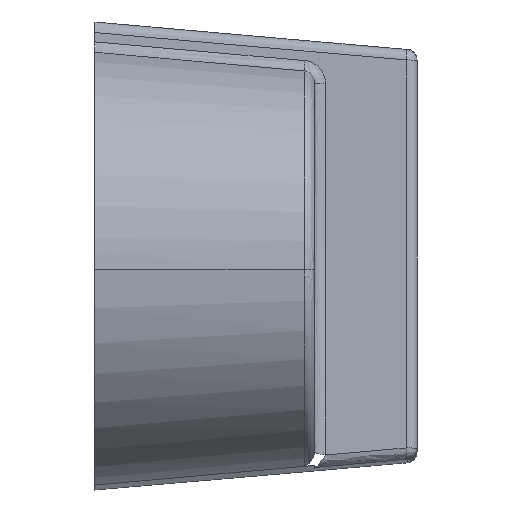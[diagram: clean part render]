
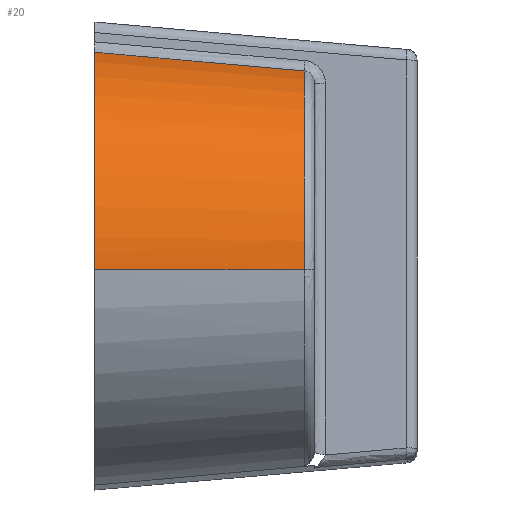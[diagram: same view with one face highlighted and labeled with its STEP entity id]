
A CAD part, left-side view. The second image highlights one B-rep face of the part: STEP entity #20.
In plain terms, the highlighted free-form (B-spline) face has degree [1, 2] with [2, 9] control points.
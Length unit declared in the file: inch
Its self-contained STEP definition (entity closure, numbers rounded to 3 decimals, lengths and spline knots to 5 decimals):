
#20=ADVANCED_FACE('',(#53),#457,.T.);
#53=FACE_OUTER_BOUND('',#86,.T.);
#86=EDGE_LOOP('',(#144,#145,#146,#147));
#144=ORIENTED_EDGE('',*,*,#319,.F.);
#145=ORIENTED_EDGE('',*,*,#263,.T.);
#146=ORIENTED_EDGE('',*,*,#268,.F.);
#147=ORIENTED_EDGE('',*,*,#322,.F.);
#263=EDGE_CURVE('',#415,#408,#363,.T.);
#268=EDGE_CURVE('',#425,#408,#364,.T.);
#319=EDGE_CURVE('',#415,#424,#396,.T.);
#322=EDGE_CURVE('',#424,#425,#399,.T.);
#363=(
BOUNDED_CURVE()
B_SPLINE_CURVE(2,(#1027,#1028,#1029),.UNSPECIFIED.,.F.,.F.)
B_SPLINE_CURVE_WITH_KNOTS((3,3),(4.45037,5.71424),
 .UNSPECIFIED.)
CURVE()
GEOMETRIC_REPRESENTATION_ITEM()
RATIONAL_B_SPLINE_CURVE((1.,0.764,1.))
REPRESENTATION_ITEM('')
);
#364=(
BOUNDED_CURVE()
B_SPLINE_CURVE(1,(#1078,#1079),.UNSPECIFIED.,.F.,.F.)
B_SPLINE_CURVE_WITH_KNOTS((2,2),(0.04582,0.99359),
 .UNSPECIFIED.)
CURVE()
GEOMETRIC_REPRESENTATION_ITEM()
RATIONAL_B_SPLINE_CURVE((1.,1.))
REPRESENTATION_ITEM('')
);
#396=(
BOUNDED_CURVE()
B_SPLINE_CURVE(3,(#1307,#1308,#1309,#1310),.UNSPECIFIED.,.F.,.F.)
B_SPLINE_CURVE_WITH_KNOTS((4,4),(0.00073,0.9487),
 .UNSPECIFIED.)
CURVE()
GEOMETRIC_REPRESENTATION_ITEM()
RATIONAL_B_SPLINE_CURVE((1.,1.,1.,1.))
REPRESENTATION_ITEM('')
);
#399=(
BOUNDED_CURVE()
B_SPLINE_CURVE(3,(#1325,#1326,#1327,#1328,#1329,#1330,#1331),
 .UNSPECIFIED.,.F.,.F.)
B_SPLINE_CURVE_WITH_KNOTS((4,3,4),(0.03637,0.4433,
1.23104),.UNSPECIFIED.)
CURVE()
GEOMETRIC_REPRESENTATION_ITEM()
RATIONAL_B_SPLINE_CURVE((1.,1.,1.,1.,1.,1.,1.))
REPRESENTATION_ITEM('')
);
#408=VERTEX_POINT('',#955);
#415=VERTEX_POINT('',#962);
#424=VERTEX_POINT('',#971);
#425=VERTEX_POINT('',#972);
#457=(
BOUNDED_SURFACE()
B_SPLINE_SURFACE(1,2,((#518,#519,#520,#521,#522,#523,#524,#525,#526),(#527,
#528,#529,#530,#531,#532,#533,#534,#535)),.UNSPECIFIED.,.F.,.F.,.F.)
B_SPLINE_SURFACE_WITH_KNOTS((2,2),(3,2,2,2,3),(0.,0.99359),(0.,
1.42856,2.85712,4.28568,5.71424),
 .UNSPECIFIED.)
GEOMETRIC_REPRESENTATION_ITEM()
RATIONAL_B_SPLINE_SURFACE(((1.,0.707,1.,0.707,1.,
0.707,1.,0.707,1.),(1.,0.707,1.,0.707,
1.,0.707,1.,0.707,1.)))
REPRESENTATION_ITEM('')
SURFACE()
);
#518=CARTESIAN_POINT('',(28.33699,0.00266,0.));
#519=CARTESIAN_POINT('',(28.33699,0.00266,-0.90945));
#520=CARTESIAN_POINT('',(29.24644,0.00266,-0.90945));
#521=CARTESIAN_POINT('',(30.15589,0.00266,-0.90945));
#522=CARTESIAN_POINT('',(30.15589,0.00266,0.));
#523=CARTESIAN_POINT('',(30.15589,0.00266,0.90945));
#524=CARTESIAN_POINT('',(29.24644,0.00266,0.90945));
#525=CARTESIAN_POINT('',(28.33699,0.00266,0.90945));
#526=CARTESIAN_POINT('',(28.33699,0.00266,0.));
#527=CARTESIAN_POINT('',(28.25039,0.99247,0.));
#528=CARTESIAN_POINT('',(28.25039,0.99247,-0.99605));
#529=CARTESIAN_POINT('',(29.24644,0.99247,-0.99605));
#530=CARTESIAN_POINT('',(30.24248,0.99247,-0.99605));
#531=CARTESIAN_POINT('',(30.24248,0.99247,0.));
#532=CARTESIAN_POINT('',(30.24248,0.99247,0.99605));
#533=CARTESIAN_POINT('',(29.24644,0.99247,0.99605));
#534=CARTESIAN_POINT('',(28.25039,0.99247,0.99605));
#535=CARTESIAN_POINT('',(28.25039,0.99247,0.));
#955=CARTESIAN_POINT('',(28.25039,0.99247,0.));
#962=CARTESIAN_POINT('',(29.07955,0.99247,0.98197));
#971=CARTESIAN_POINT('',(29.07629,0.0483,0.89742));
#972=CARTESIAN_POINT('',(28.333,0.04831,0.));
#1027=CARTESIAN_POINT('',(29.07955,0.99247,0.98197));
#1028=CARTESIAN_POINT('',(28.25039,0.99247,0.84105));
#1029=CARTESIAN_POINT('',(28.25039,0.99247,0.));
#1078=CARTESIAN_POINT('',(28.333,0.04831,0.));
#1079=CARTESIAN_POINT('',(28.25039,0.99247,0.));
#1307=CARTESIAN_POINT('',(29.07955,0.99247,0.98197));
#1308=CARTESIAN_POINT('',(29.07844,0.67774,0.95384));
#1309=CARTESIAN_POINT('',(29.07735,0.36302,0.92566));
#1310=CARTESIAN_POINT('',(29.07629,0.0483,0.89742));
#1325=CARTESIAN_POINT('',(29.07629,0.0483,0.89742));
#1326=CARTESIAN_POINT('',(28.93532,0.0483,0.87053));
#1327=CARTESIAN_POINT('',(28.8003,0.04831,0.81041));
#1328=CARTESIAN_POINT('',(28.68703,0.04831,0.7226));
#1329=CARTESIAN_POINT('',(28.46777,0.04831,0.55262));
#1330=CARTESIAN_POINT('',(28.33004,0.04831,0.2789));
#1331=CARTESIAN_POINT('',(28.333,0.04831,0.));
